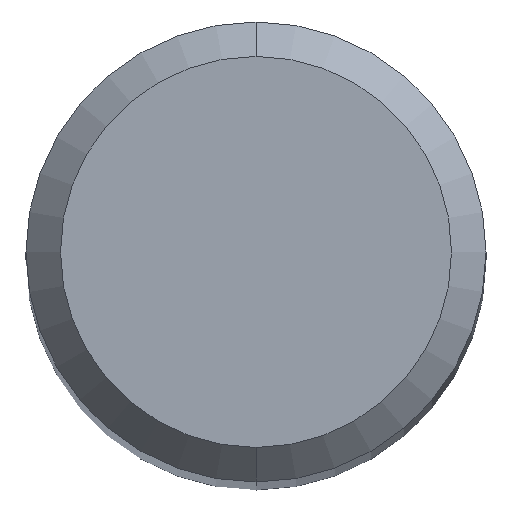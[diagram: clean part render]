
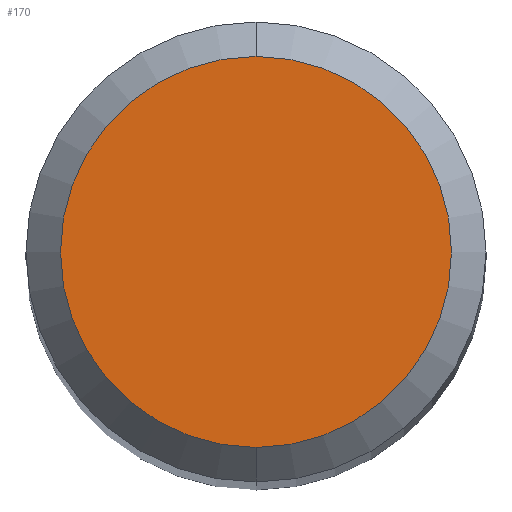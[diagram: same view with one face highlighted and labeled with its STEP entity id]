
A CAD part, top view. The second image highlights one B-rep face of the part: STEP entity #170.
In plain terms, the highlighted planar face has unit normal (0, 0, 1).
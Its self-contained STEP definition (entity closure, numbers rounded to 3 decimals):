
#128=EDGE_CURVE('',#194,#190,#286,.T.);
#170=ADVANCED_FACE('',(#333),#334,.T.);
#190=VERTEX_POINT('',#356);
#194=VERTEX_POINT('',#361);
#202=EDGE_CURVE('',#190,#194,#369,.T.);
#286=CIRCLE('',#459,1.7);
#333=FACE_OUTER_BOUND('',#519,.T.);
#334=PLANE('',#520);
#356=CARTESIAN_POINT('',(0.0,1.7,0.0));
#361=CARTESIAN_POINT('',(0.,-1.7,0.0));
#369=CIRCLE('',#561,1.7);
#459=AXIS2_PLACEMENT_3D('',#663,#664,#665);
#519=EDGE_LOOP('',(#717,#718));
#520=AXIS2_PLACEMENT_3D('',#719,#720,#721);
#561=AXIS2_PLACEMENT_3D('',#755,#756,#757);
#663=CARTESIAN_POINT('',(0.0,0.0,0.0));
#664=DIRECTION('',(0.0,0.0,-1.0));
#665=DIRECTION('',(0.0,1.0,0.0));
#717=ORIENTED_EDGE('',*,*,#202,.F.);
#718=ORIENTED_EDGE('',*,*,#128,.F.);
#719=CARTESIAN_POINT('',(0.0,0.85,0.0));
#720=DIRECTION('',(-0.0,0.0,1.0));
#721=DIRECTION('',(0.0,-1.0,0.0));
#755=CARTESIAN_POINT('',(0.0,0.0,0.0));
#756=DIRECTION('',(0.0,0.0,-1.0));
#757=DIRECTION('',(0.0,1.0,0.0));
